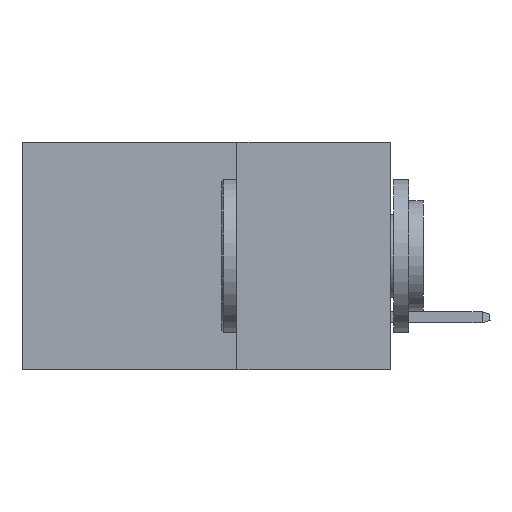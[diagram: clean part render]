
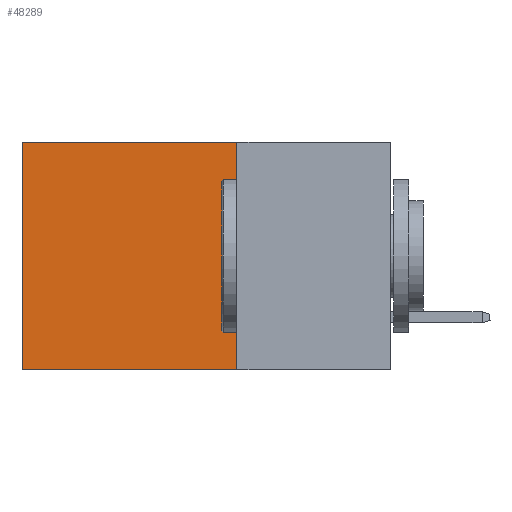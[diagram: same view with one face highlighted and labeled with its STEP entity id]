
A CAD part, left-side view. The second image highlights one B-rep face of the part: STEP entity #48289.
In plain terms, the highlighted planar face has unit normal (-1, 0, 0).
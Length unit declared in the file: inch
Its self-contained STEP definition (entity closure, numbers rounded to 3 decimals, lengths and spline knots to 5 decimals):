
#6743 = DIRECTION ( 'NONE',  ( 1., 0., 0. ) ) ;
#8407 = CARTESIAN_POINT ( 'NONE',  ( 0.2875, 0.6, 0. ) ) ;
#8814 = ORIENTED_EDGE ( 'NONE', *, *, #45960, .F. ) ;
#10541 = DIRECTION ( 'NONE',  ( 0., 0., -1. ) ) ;
#10668 = VERTEX_POINT ( 'NONE', #30067 ) ;
#11840 = EDGE_LOOP ( 'NONE', ( #12179, #35806, #8814, #35159 ) ) ;
#12179 = ORIENTED_EDGE ( 'NONE', *, *, #20033, .T. ) ;
#13042 = DIRECTION ( 'NONE',  ( 0., 1., 0. ) ) ;
#13073 = VERTEX_POINT ( 'NONE', #28975 ) ;
#14156 = DIRECTION ( 'NONE',  ( 0., 1., 0. ) ) ;
#15644 = VECTOR ( 'NONE', #13042, 39.37008 ) ;
#17679 = VECTOR ( 'NONE', #14156, 39.37008 ) ;
#20033 = EDGE_CURVE ( 'NONE', #24684, #42311, #40607, .T. ) ;
#20894 = AXIS2_PLACEMENT_3D ( 'NONE', #49123, #6743, #10541 ) ;
#22313 = PLANE ( 'NONE',  #20894 ) ;
#23101 = EDGE_CURVE ( 'NONE', #10668, #42311, #35446, .T. ) ;
#24684 = VERTEX_POINT ( 'NONE', #40852 ) ;
#28975 = CARTESIAN_POINT ( 'NONE',  ( 0.2875, 0.25, 0. ) ) ;
#30067 = CARTESIAN_POINT ( 'NONE',  ( 0.2875, 0.25, -0.37 ) ) ;
#30441 = VECTOR ( 'NONE', #32757, 39.37008 ) ;
#30889 = LINE ( 'NONE', #37354, #17679 ) ;
#32757 = DIRECTION ( 'NONE',  ( 0., 0., -1. ) ) ;
#35159 = ORIENTED_EDGE ( 'NONE', *, *, #43211, .T. ) ;
#35446 = LINE ( 'NONE', #46321, #15644 ) ;
#35781 = CARTESIAN_POINT ( 'NONE',  ( 0.2875, 0.25, 0. ) ) ;
#35806 = ORIENTED_EDGE ( 'NONE', *, *, #23101, .F. ) ;
#37354 = CARTESIAN_POINT ( 'NONE',  ( 0.2875, 0.25, 0. ) ) ;
#39801 = CARTESIAN_POINT ( 'NONE',  ( 0.2875, 0.6, -0.37 ) ) ;
#40607 = LINE ( 'NONE', #8407, #30441 ) ;
#40852 = CARTESIAN_POINT ( 'NONE',  ( 0.2875, 0.6, 0. ) ) ;
#42311 = VERTEX_POINT ( 'NONE', #39801 ) ;
#43211 = EDGE_CURVE ( 'NONE', #13073, #24684, #30889, .T. ) ;
#44423 = LINE ( 'NONE', #35781, #45639 ) ;
#45639 = VECTOR ( 'NONE', #47332, 39.37008 ) ;
#45960 = EDGE_CURVE ( 'NONE', #13073, #10668, #44423, .T. ) ;
#46321 = CARTESIAN_POINT ( 'NONE',  ( 0.2875, 0.25, -0.37 ) ) ;
#47332 = DIRECTION ( 'NONE',  ( 0., 0., -1. ) ) ;
#47400 = FACE_OUTER_BOUND ( 'NONE', #11840, .T. ) ;
#48289 = ADVANCED_FACE ( 'NONE', ( #47400 ), #22313, .F. ) ;
#49123 = CARTESIAN_POINT ( 'NONE',  ( 0.2875, 0.25, 0. ) ) ;
